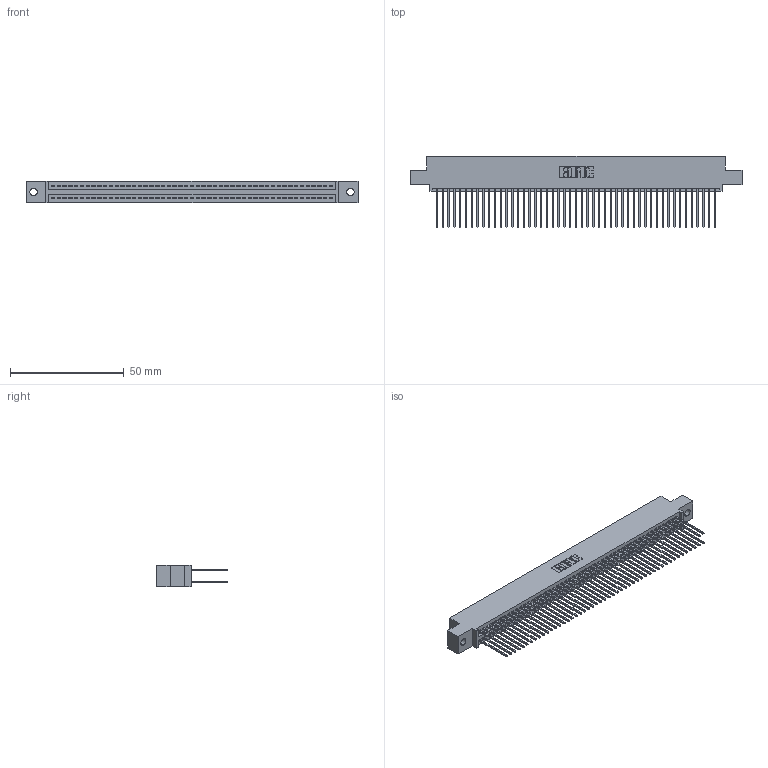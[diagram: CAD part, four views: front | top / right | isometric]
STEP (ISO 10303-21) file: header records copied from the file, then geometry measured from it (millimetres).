
FILE_DESCRIPTION (( 'STEP AP203' ), '1' );
FILE_NAME ('345-098-542-502.STEP', '2018-10-05T10:08:41', ( '' ), ( '' ), 'SwSTEP 2.0', 'SolidWorks 2016', '' );
FILE_SCHEMA (( 'CONFIG_CONTROL_DESIGN' ));
Length unit declared in the file: inch
Products named in the file (3): 345-098-542-502; 345-292-001_345-293-142; 345 Part_0.110 Offset - 0.128 Dia
Assembly tree (99 placements, depth 2):
  345-098-542-502
    345 Part_0.110 Offset - 0.128 Dia
    345-292-001_345-293-142  x98
Bounding box: 145.67 x 31.29 x 9.4 mm (x, y, z)
Volume: 14562.2 mm3; surface area: 23616 mm2
Topology: 99 solids, 99 shells, 5030 faces, 14955 edges, 9838 vertices
Faces by surface type: plane 3318, cylinder 1712
Entity records: 37657 total; most frequent: CARTESIAN_POINT 6308, ORIENTED_EDGE 6242, DIRECTION 5553, EDGE_CURVE 3121, VECTOR 2793, LINE 2793, VERTEX_POINT 2078, AXIS2_PLACEMENT_3D 1380
